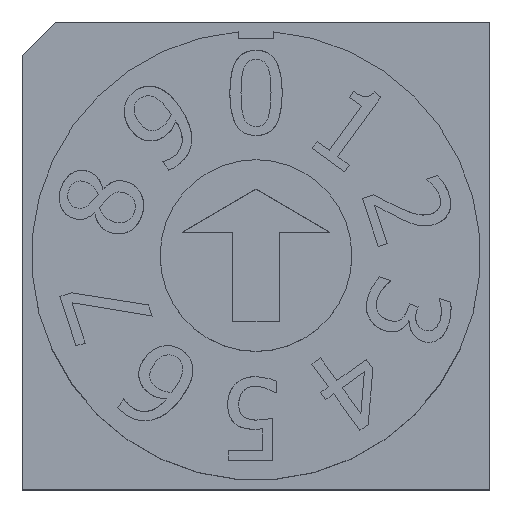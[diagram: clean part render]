
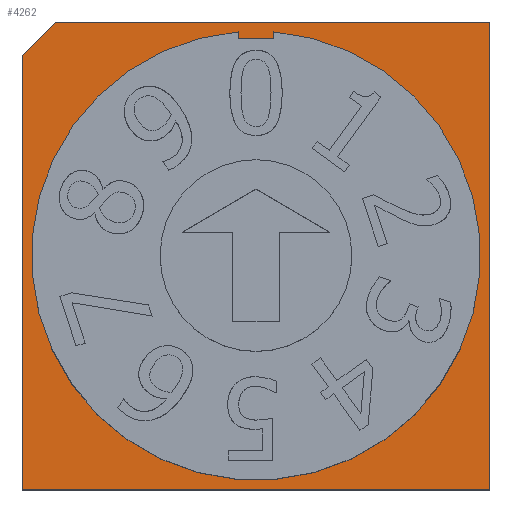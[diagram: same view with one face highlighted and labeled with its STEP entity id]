
A CAD part, top view. The second image highlights one B-rep face of the part: STEP entity #4262.
In plain terms, the highlighted planar face has unit normal (0, 0, 1).
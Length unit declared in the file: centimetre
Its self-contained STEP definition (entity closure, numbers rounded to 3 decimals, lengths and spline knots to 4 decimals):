
#353=FACE_BOUND('',#1476,.T.);
#380=LINE('',#5364,#797);
#384=LINE('',#5372,#801);
#388=LINE('',#5380,#805);
#395=LINE('',#5396,#812);
#398=LINE('',#5402,#815);
#402=LINE('',#5412,#819);
#405=LINE('',#5418,#822);
#406=LINE('',#5420,#823);
#797=VECTOR('',#4668,1.);
#801=VECTOR('',#4674,1.);
#805=VECTOR('',#4680,1.);
#812=VECTOR('',#4691,1.);
#815=VECTOR('',#4696,1.);
#819=VECTOR('',#4708,1.);
#822=VECTOR('',#4713,1.);
#823=VECTOR('',#4716,1.);
#1228=FACE_OUTER_BOUND('',#1475,.T.);
#1475=EDGE_LOOP('',(#2862,#2863,#2864,#2865,#2866));
#1476=EDGE_LOOP('',(#2867,#2868,#2869,#2870));
#1738=CIRCLE('',#4526,0.48);
#1743=VERTEX_POINT('',#5362);
#1744=VERTEX_POINT('',#5363);
#1747=VERTEX_POINT('',#5371);
#1750=VERTEX_POINT('',#5378);
#1756=VERTEX_POINT('',#5393);
#1757=VERTEX_POINT('',#5395);
#1759=VERTEX_POINT('',#5401);
#1761=VERTEX_POINT('',#5407);
#1762=VERTEX_POINT('',#5414);
#2175=EDGE_CURVE('',#1743,#1744,#380,.T.);
#2179=EDGE_CURVE('',#1747,#1743,#384,.T.);
#2183=EDGE_CURVE('',#1750,#1747,#388,.T.);
#2190=EDGE_CURVE('',#1757,#1756,#395,.T.);
#2193=EDGE_CURVE('',#1759,#1757,#398,.T.);
#2196=EDGE_CURVE('',#1761,#1759,#1738,.T.);
#2199=EDGE_CURVE('',#1756,#1761,#402,.T.);
#2202=EDGE_CURVE('',#1744,#1762,#405,.T.);
#2203=EDGE_CURVE('',#1750,#1762,#406,.T.);
#2862=ORIENTED_EDGE('',*,*,#2203,.T.);
#2863=ORIENTED_EDGE('',*,*,#2202,.F.);
#2864=ORIENTED_EDGE('',*,*,#2175,.F.);
#2865=ORIENTED_EDGE('',*,*,#2179,.F.);
#2866=ORIENTED_EDGE('',*,*,#2183,.F.);
#2867=ORIENTED_EDGE('',*,*,#2199,.T.);
#2868=ORIENTED_EDGE('',*,*,#2196,.T.);
#2869=ORIENTED_EDGE('',*,*,#2193,.T.);
#2870=ORIENTED_EDGE('',*,*,#2190,.T.);
#4129=PLANE('',#4529);
#4262=ADVANCED_FACE('',(#1228,#353),#4129,.T.);
#4526=AXIS2_PLACEMENT_3D('',#5408,#4702,#4703);
#4529=AXIS2_PLACEMENT_3D('',#5419,#4714,#4715);
#4668=DIRECTION('',(-1.,0.,0.));
#4674=DIRECTION('',(0.,-1.,0.));
#4680=DIRECTION('',(1.,0.,0.));
#4691=DIRECTION('',(1.,0.,0.));
#4696=DIRECTION('',(0.,-1.,0.));
#4702=DIRECTION('center_axis',(0.,0.,
-1.));
#4703=DIRECTION('ref_axis',(0.079,-0.997,0.));
#4708=DIRECTION('',(0.,1.,0.));
#4713=DIRECTION('',(0.,1.,0.));
#4714=DIRECTION('center_axis',(0.,0.,
1.));
#4715=DIRECTION('ref_axis',(1.,0.,0.));
#4716=DIRECTION('',(-0.707,-0.707,0.));
#5362=CARTESIAN_POINT('',(0.5,-0.5,0.1525));
#5363=CARTESIAN_POINT('',(-0.5,-0.5,0.1525));
#5364=CARTESIAN_POINT('',(-0.5,-0.5,0.1525));
#5371=CARTESIAN_POINT('',(0.5,0.5,0.1525));
#5372=CARTESIAN_POINT('',(0.5,-0.5,0.1525));
#5378=CARTESIAN_POINT('',(-0.4293,0.5,0.1525));
#5380=CARTESIAN_POINT('',(0.5,0.5,0.1525));
#5393=CARTESIAN_POINT('',(0.038,0.4644,0.1525));
#5395=CARTESIAN_POINT('',(-0.038,0.4644,0.1525));
#5396=CARTESIAN_POINT('',(-0.019,0.4644,0.1525));
#5401=CARTESIAN_POINT('',(-0.038,0.4785,0.1525));
#5402=CARTESIAN_POINT('',(-0.038,0.2392,0.1525));
#5407=CARTESIAN_POINT('',(0.038,0.4785,0.1525));
#5408=CARTESIAN_POINT('Origin',(0.,0.,
0.1525));
#5412=CARTESIAN_POINT('',(0.038,0.2322,0.1525));
#5414=CARTESIAN_POINT('',(-0.5,0.4293,0.1525));
#5418=CARTESIAN_POINT('',(-0.5,0.5,0.1525));
#5419=CARTESIAN_POINT('Origin',(0.,0.,
0.1525));
#5420=CARTESIAN_POINT('',(-0.4823,0.447,0.1525));
